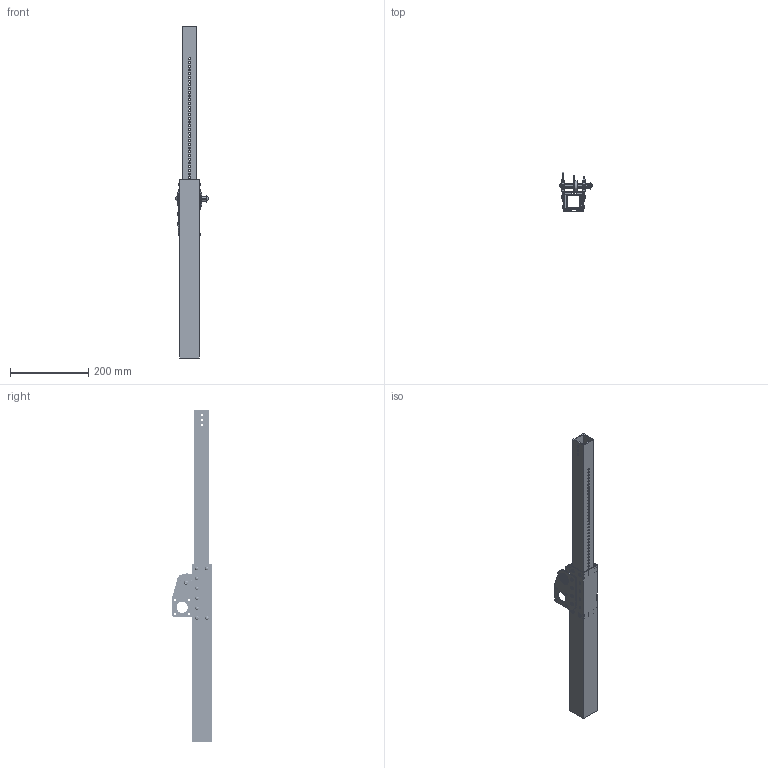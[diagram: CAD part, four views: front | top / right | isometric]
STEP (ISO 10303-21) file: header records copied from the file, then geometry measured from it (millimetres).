
FILE_DESCRIPTION(/* description */ ('','CAx-IF Rec.Pracs.---Representation and Presentation of Product Manufacturing Information (PMI)---4.0---2014-10-13'),/* implementation_level */ '2;1');
FILE_NAME(/* name */ 'ROB-17563.step',/* time_stamp */ '2025-01-27T15:05:44-06:00',/* author */ (''),/* organization */ (''),/* preprocessor_version */ 'ST-DEVELOPER v20',/* originating_system */ 'Autodesk Translation Framework v13.20.0.188',/* authorisation */ '');
FILE_SCHEMA (('AP242_MANAGED_MODEL_BASED_3D_ENGINEERING_MIM_LF { 1 0 10303 442 1 1 4 }'));
Length unit declared in the file: inch
Products named in the file (24): ROB-17563 - 18in outside, 22in inside; 2x2tube ASM v6; 2x2 long Stick v3; Slider_Blocks v3; Slider_Blocks v3 (1); Slider_Blocks v3 (2); Slider_Blocks v3 (3); Slider_Blocks; 95185A190_Zinc-Plated Steel Press-Fit Nut for Sheet Metal; 95185A190_Zinc-Plated Steel Press-Fit Nut for Sheet Metal(Mirror); 91255A025_Button Head Hex Drive Screw; 91255A025_Button Head Hex Drive Screw(Mirror); gear box v6; Selft_drive_Guesset v3; Selft_drive_Guesset; Selfie_drive_guesset_small v2; Selfie_drive_guesset_small; 217-4017 v1; 15 Tooth Sprocket v1; Ball Bearing v1; 93286A013_Aluminum Washer; 91255A535_Button Head Hex Drive Screw; 91255A262_Button Head Hex Drive Screw; 1.5 slide tube
Assembly tree (46 placements, depth 4):
  ROB-17563 - 18in outside, 22in inside
    2x2tube ASM v6
      2x2 long Stick v3
      Slider_Blocks v3
        Slider_Blocks
      Slider_Blocks v3 (1)
        Slider_Blocks
      Slider_Blocks v3 (2)
        Slider_Blocks
      Slider_Blocks v3 (3)
        Slider_Blocks
      95185A190_Zinc-Plated Steel Press-Fit Nut for Sheet Metal  x4
      95185A190_Zinc-Plated Steel Press-Fit Nut for Sheet Metal(Mirror)  x4
      91255A025_Button Head Hex Drive Screw  x4
      91255A025_Button Head Hex Drive Screw(Mirror)  x4
    gear box v6
      Selft_drive_Guesset v3
        Selft_drive_Guesset
      Selfie_drive_guesset_small v2
        Selfie_drive_guesset_small
      Ball Bearing v1  x2
      217-4017 v1
      93286A013_Aluminum Washer  x2
      91255A535_Button Head Hex Drive Screw  x2
      15 Tooth Sprocket v1
      91255A262_Button Head Hex Drive Screw  x6
    1.5 slide tube
Bounding box: 82.02 x 101.6 x 850.9 mm (x, y, z)
Volume: 455328 mm3; surface area: 390385 mm2
Topology: 38 solids, 38 shells, 2533 faces, 6925 edges, 4550 vertices
Faces by surface type: plane 1220, cylinder 973, cone 231, bspline 48, torus 45, sphere 16
Full cylindrical faces by diameter (mm): 3.795 x110, 4.039 x8, 4.7 x12, 4.826 x112, 5.1 x1, 5.105 x6, 5.159 x10, 5.2 x108, 6.35 x36, 6.731 x2, 8.636 x8, 13.75 x2, 17.475 x2, 19.204 x4, 24.575 x4, 25.4 x1, 28.575 x5, 31.12 x2
Entity records: 39980 total; most frequent: CARTESIAN_POINT 15319, ORIENTED_EDGE 5084, DIRECTION 4782, EDGE_CURVE 2542, AXIS2_PLACEMENT_3D 1730, VERTEX_POINT 1677, LINE 1322, VECTOR 1322
